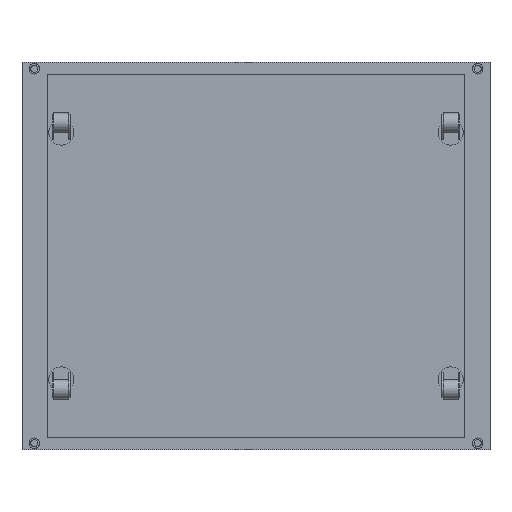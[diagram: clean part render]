
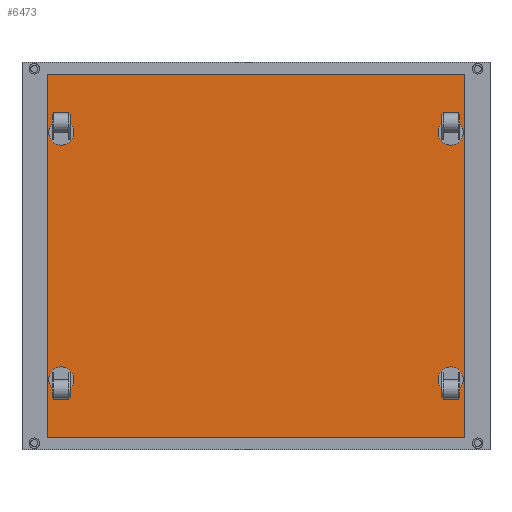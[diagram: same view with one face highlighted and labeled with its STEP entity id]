
A CAD part, front view. The second image highlights one B-rep face of the part: STEP entity #6473.
In plain terms, the highlighted planar face has unit normal (0, -1, 0).
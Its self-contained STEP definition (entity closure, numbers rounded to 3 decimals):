
#493=FACE_OUTER_BOUND('',#899,.T.);
#899=EDGE_LOOP('',(#5147,#5148,#5149,#5150));
#1561=LINE('',#10099,#2339);
#1565=LINE('',#10106,#2343);
#1568=LINE('',#10112,#2346);
#1570=LINE('',#10115,#2348);
#2339=VECTOR('',#8198,10.);
#2343=VECTOR('',#8204,10.);
#2346=VECTOR('',#8209,10.);
#2348=VECTOR('',#8213,10.);
#2991=VERTEX_POINT('',#10096);
#2992=VERTEX_POINT('',#10098);
#2994=VERTEX_POINT('',#10104);
#2996=VERTEX_POINT('',#10110);
#3749=EDGE_CURVE('',#2991,#2992,#1561,.T.);
#3753=EDGE_CURVE('',#2994,#2991,#1565,.T.);
#3756=EDGE_CURVE('',#2996,#2994,#1568,.T.);
#3758=EDGE_CURVE('',#2992,#2996,#1570,.T.);
#5147=ORIENTED_EDGE('',*,*,#3758,.F.);
#5148=ORIENTED_EDGE('',*,*,#3749,.F.);
#5149=ORIENTED_EDGE('',*,*,#3753,.F.);
#5150=ORIENTED_EDGE('',*,*,#3756,.F.);
#6106=PLANE('',#6988);
#6473=ADVANCED_FACE('',(#493),#6106,.F.);
#6988=AXIS2_PLACEMENT_3D('',#10116,#8214,#8215);
#8198=DIRECTION('',(0.,0.,-1.));
#8204=DIRECTION('',(1.,0.,0.));
#8209=DIRECTION('',(0.,0.,1.));
#8213=DIRECTION('',(-1.,0.,0.));
#8214=DIRECTION('center_axis',(0.,1.,0.));
#8215=DIRECTION('ref_axis',(0.,0.,1.));
#10096=CARTESIAN_POINT('',(356.5,-313.,311.));
#10098=CARTESIAN_POINT('',(356.5,-313.,-311.));
#10099=CARTESIAN_POINT('',(356.5,-313.,-311.));
#10104=CARTESIAN_POINT('',(-356.5,-313.,311.));
#10106=CARTESIAN_POINT('',(356.5,-313.,311.));
#10110=CARTESIAN_POINT('',(-356.5,-313.,-311.));
#10112=CARTESIAN_POINT('',(-356.5,-313.,311.));
#10115=CARTESIAN_POINT('',(-356.5,-313.,-311.));
#10116=CARTESIAN_POINT('Origin',(0.,-313.,0.));
